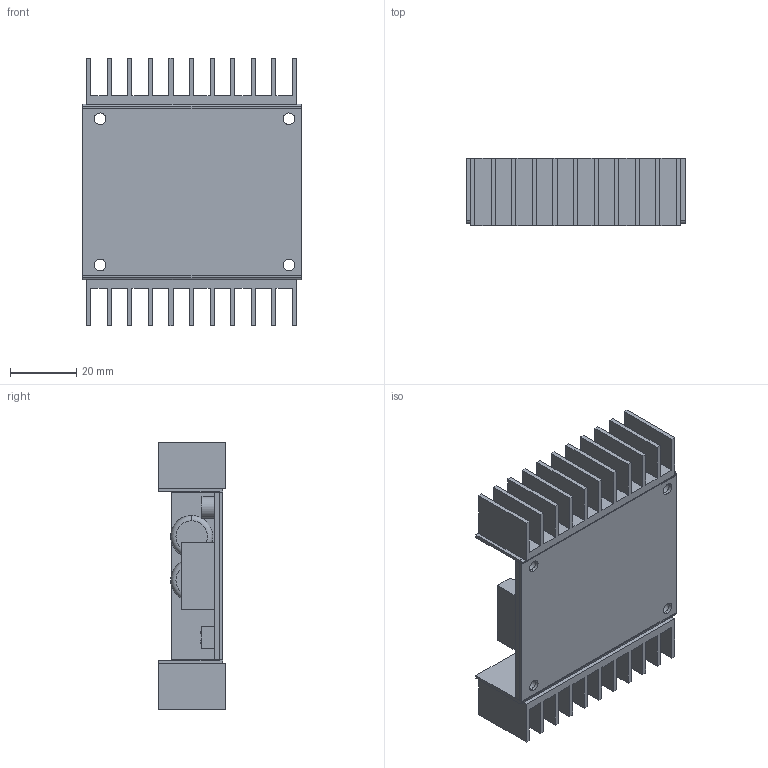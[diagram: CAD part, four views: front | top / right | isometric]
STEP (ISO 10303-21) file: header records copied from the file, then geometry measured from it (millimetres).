
FILE_DESCRIPTION (( 'STEP AP203' ), '1' );
FILE_NAME ('Sabertooth2x25A.STEP', '2013-11-18T16:26:11', ( '' ), ( '' ), 'SwSTEP 2.0', 'SolidWorks 2013', '' );
FILE_SCHEMA (( 'CONFIG_CONTROL_DESIGN' ));
Length unit declared in the file: inch
Products named in the file (1): Sabertooth2x25A
Bounding box: 66.04 x 20.37 x 81.08 mm (x, y, z)
Volume: 40907.3 mm3; surface area: 42741.1 mm2
Topology: 12 solids, 12 shells, 448 faces, 1129 edges, 728 vertices
Faces by surface type: plane 339, cylinder 93, torus 16
Entity records: 13392 total; most frequent: CARTESIAN_POINT 2312, DIRECTION 2281, ORIENTED_EDGE 2258, EDGE_CURVE 1129, VECTOR 871, LINE 871, VERTEX_POINT 728, AXIS2_PLACEMENT_3D 705
